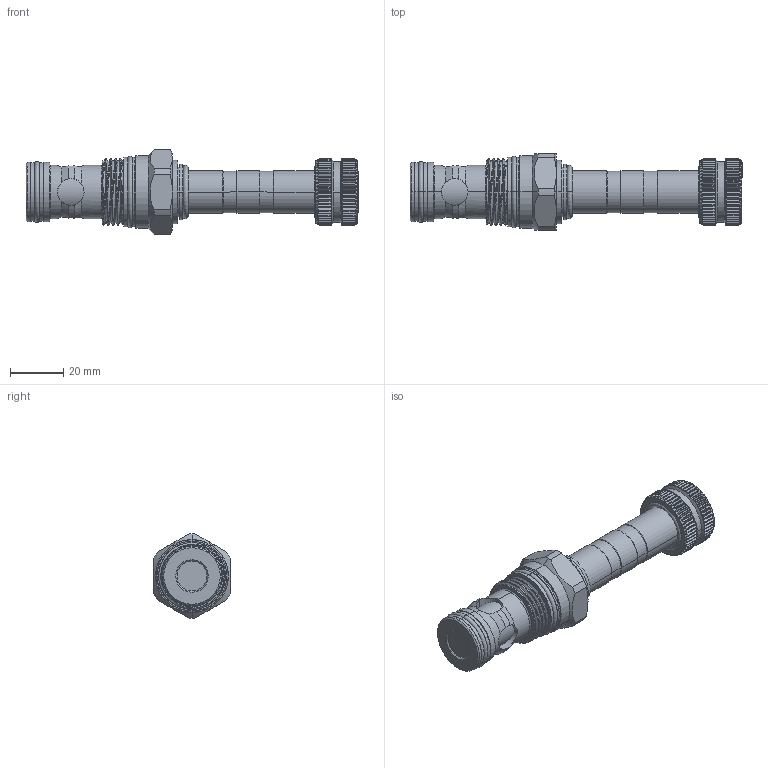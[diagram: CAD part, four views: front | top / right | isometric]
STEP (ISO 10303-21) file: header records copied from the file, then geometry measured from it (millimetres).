
FILE_DESCRIPTION (( 'STEP AP203' ), '1' );
FILE_NAME ('EP5A2C04N05.STEP', '2024-08-14T08:47:58', ( '' ), ( '' ), 'SwSTEP 2.0', 'SolidWorks 2018', '' );
FILE_SCHEMA (( 'CONFIG_CONTROL_DESIGN' ));
Length unit declared in the file: millimetre
Products named in the file (1): EP5A2C04N05
Bounding box: 124.7 x 28.57 x 31.6 mm (x, y, z)
Volume: 43013.1 mm3; surface area: 12199.8 mm2
Topology: 1 solids, 1 shells, 1041 faces, 2756 edges, 1746 vertices
Faces by surface type: cylinder 429, plane 424, cone 152, torus 20, bspline 16
Entity records: 38595 total; most frequent: CARTESIAN_POINT 13756, ORIENTED_EDGE 5512, DIRECTION 4853, EDGE_CURVE 2756, AXIS2_PLACEMENT_3D 1889, VERTEX_POINT 1746, VECTOR 1075, LINE 1075
